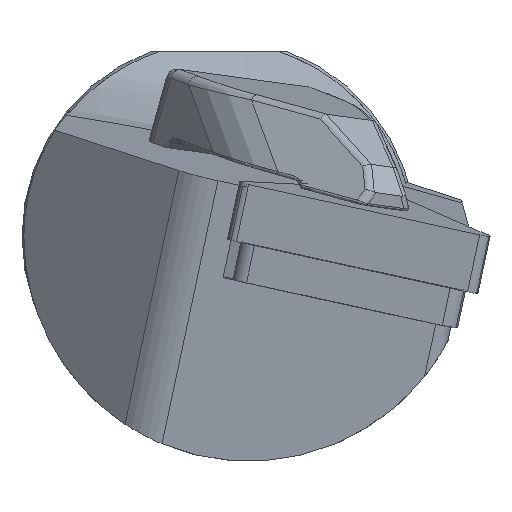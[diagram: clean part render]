
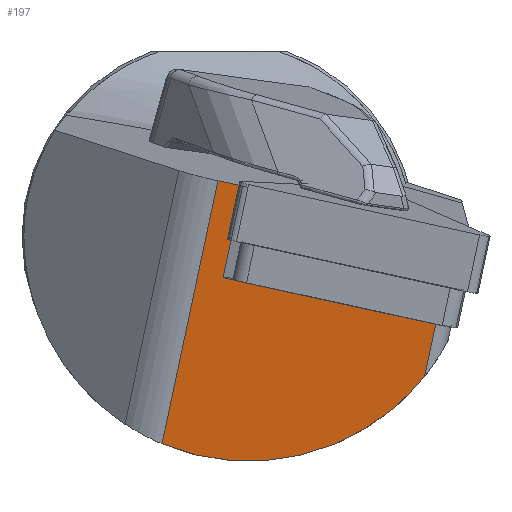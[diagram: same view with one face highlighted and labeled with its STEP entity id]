
A CAD part, left-side view. The second image highlights one B-rep face of the part: STEP entity #197.
In plain terms, the highlighted planar face has unit normal (-0.993, 0.072, -0.091).
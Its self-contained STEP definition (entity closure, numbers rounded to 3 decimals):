
#152=ELLIPSE('',#1722,18.38,18.255);
#197=ADVANCED_FACE('',(#334),#299,.F.);
#299=PLANE('',#1723);
#334=FACE_OUTER_BOUND('',#431,.T.);
#431=EDGE_LOOP('',(#809,#810,#811,#812,#813,#814,#815));
#534=LINE('',#2410,#650);
#546=LINE('',#2436,#662);
#553=LINE('',#2469,#669);
#557=LINE('',#2491,#673);
#558=LINE('',#2495,#674);
#559=LINE('',#2497,#675);
#650=VECTOR('',#1905,1.);
#662=VECTOR('',#1925,1.);
#669=VECTOR('',#1946,1.);
#673=VECTOR('',#1956,1.);
#674=VECTOR('',#1959,1.);
#675=VECTOR('',#1960,1.);
#809=ORIENTED_EDGE('',*,*,#1405,.F.);
#810=ORIENTED_EDGE('',*,*,#1418,.T.);
#811=ORIENTED_EDGE('',*,*,#1432,.F.);
#812=ORIENTED_EDGE('',*,*,#1439,.F.);
#813=ORIENTED_EDGE('',*,*,#1440,.T.);
#814=ORIENTED_EDGE('',*,*,#1441,.T.);
#815=ORIENTED_EDGE('',*,*,#1442,.F.);
#1252=VERTEX_POINT('',#2407);
#1253=VERTEX_POINT('',#2409);
#1263=VERTEX_POINT('',#2435);
#1276=VERTEX_POINT('',#2468);
#1282=VERTEX_POINT('',#2492);
#1283=VERTEX_POINT('',#2494);
#1284=VERTEX_POINT('',#2496);
#1405=EDGE_CURVE('',#1253,#1252,#534,.T.);
#1418=EDGE_CURVE('',#1253,#1263,#546,.T.);
#1432=EDGE_CURVE('',#1276,#1263,#553,.T.);
#1439=EDGE_CURVE('',#1282,#1276,#557,.T.);
#1440=EDGE_CURVE('',#1282,#1283,#152,.T.);
#1441=EDGE_CURVE('',#1283,#1284,#558,.T.);
#1442=EDGE_CURVE('',#1252,#1284,#559,.T.);
#1722=AXIS2_PLACEMENT_3D('',#2493,#1957,#1958);
#1723=AXIS2_PLACEMENT_3D('',#2498,#1961,#1962);
#1905=DIRECTION('',(-0.051,-0.976,-0.213));
#1925=DIRECTION('',(-0.105,-0.207,0.973));
#1946=DIRECTION('',(-0.051,-0.976,-0.213));
#1956=DIRECTION('',(-0.105,-0.207,0.973));
#1957=DIRECTION('',(-0.993,0.072,-0.091));
#1958=DIRECTION('',(0.116,0.615,-0.78));
#1959=DIRECTION('',(-0.105,-0.207,0.973));
#1960=DIRECTION('',(-0.051,-0.976,-0.213));
#1961=DIRECTION('',(0.993,-0.072,0.091));
#1962=DIRECTION('',(0.092,0.,-0.996));
#2407=CARTESIAN_POINT('',(2.419,-1.593,-3.629));
#2409=CARTESIAN_POINT('',(2.486,-0.325,-3.352));
#2410=CARTESIAN_POINT('',(1.58,-17.586,-7.118));
#2435=CARTESIAN_POINT('',(1.687,-1.905,4.08));
#2436=CARTESIAN_POINT('',(0.918,-3.427,11.24));
#2468=CARTESIAN_POINT('',(1.792,0.088,4.515));
#2469=CARTESIAN_POINT('',(0.782,-19.166,0.314));
#2491=CARTESIAN_POINT('',(4.896,6.23,-24.377));
#2492=CARTESIAN_POINT('',(4.087,4.629,-16.846));
#2493=CARTESIAN_POINT('',(2.026,-2.405,0.));
#2494=CARTESIAN_POINT('',(2.038,-16.68,-11.378));
#2495=CARTESIAN_POINT('',(3.886,-13.024,-28.578));
#2496=CARTESIAN_POINT('',(1.58,-17.586,-7.118));
#2497=CARTESIAN_POINT('',(1.58,-17.586,-7.118));
#2498=CARTESIAN_POINT('',(3.886,-13.024,-28.578));
